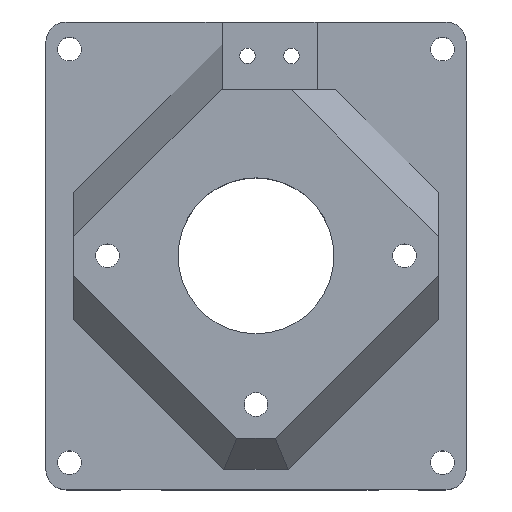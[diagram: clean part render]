
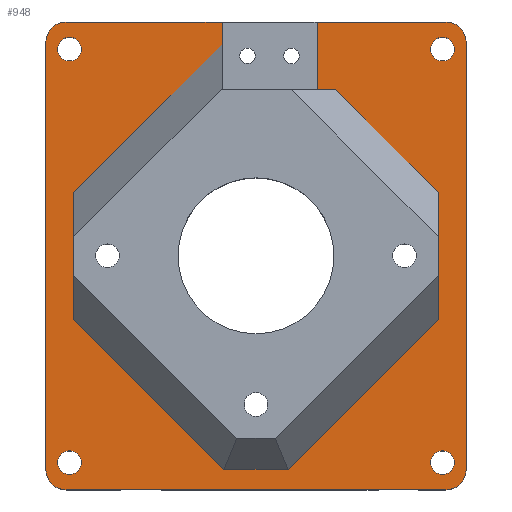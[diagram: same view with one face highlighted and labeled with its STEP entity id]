
A CAD part, top view. The second image highlights one B-rep face of the part: STEP entity #948.
In plain terms, the highlighted planar face has unit normal (0, 0, 1).
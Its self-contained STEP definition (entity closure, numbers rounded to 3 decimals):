
#47=FACE_BOUND('',#182,.T.);
#48=FACE_BOUND('',#183,.T.);
#49=FACE_BOUND('',#184,.T.);
#50=FACE_BOUND('',#185,.T.);
#74=CIRCLE('',#1025,3.);
#75=CIRCLE('',#1026,3.);
#76=CIRCLE('',#1027,3.);
#77=CIRCLE('',#1028,3.);
#78=CIRCLE('',#1029,1.75);
#79=CIRCLE('',#1030,1.75);
#80=CIRCLE('',#1031,1.75);
#81=CIRCLE('',#1032,1.75);
#123=FACE_OUTER_BOUND('',#181,.T.);
#181=EDGE_LOOP('',(#714,#715,#716,#717,#718,#719,#720,#721,#722,#723,#724,
#725,#726,#727,#728,#729,#730,#731,#732));
#182=EDGE_LOOP('',(#733));
#183=EDGE_LOOP('',(#734));
#184=EDGE_LOOP('',(#735));
#185=EDGE_LOOP('',(#736));
#228=LINE('',#1368,#317);
#232=LINE('',#1376,#321);
#235=LINE('',#1382,#324);
#238=LINE('',#1388,#327);
#241=LINE('',#1394,#330);
#244=LINE('',#1400,#333);
#247=LINE('',#1406,#336);
#258=LINE('',#1454,#347);
#262=LINE('',#1463,#351);
#265=LINE('',#1467,#354);
#267=LINE('',#1472,#356);
#268=LINE('',#1476,#357);
#269=LINE('',#1480,#358);
#270=LINE('',#1484,#359);
#271=LINE('',#1487,#360);
#317=VECTOR('',#1091,10.);
#321=VECTOR('',#1097,10.);
#324=VECTOR('',#1102,10.);
#327=VECTOR('',#1107,10.);
#330=VECTOR('',#1112,10.);
#333=VECTOR('',#1117,10.);
#336=VECTOR('',#1122,10.);
#347=VECTOR('',#1173,10.);
#351=VECTOR('',#1179,10.);
#354=VECTOR('',#1184,10.);
#356=VECTOR('',#1190,10.);
#357=VECTOR('',#1193,10.);
#358=VECTOR('',#1196,10.);
#359=VECTOR('',#1199,10.);
#360=VECTOR('',#1202,10.);
#406=VERTEX_POINT('',#1366);
#407=VERTEX_POINT('',#1367);
#410=VERTEX_POINT('',#1375);
#412=VERTEX_POINT('',#1381);
#414=VERTEX_POINT('',#1387);
#416=VERTEX_POINT('',#1393);
#418=VERTEX_POINT('',#1399);
#420=VERTEX_POINT('',#1405);
#437=VERTEX_POINT('',#1452);
#440=VERTEX_POINT('',#1460);
#441=VERTEX_POINT('',#1462);
#442=VERTEX_POINT('',#1471);
#443=VERTEX_POINT('',#1473);
#444=VERTEX_POINT('',#1475);
#445=VERTEX_POINT('',#1477);
#446=VERTEX_POINT('',#1479);
#447=VERTEX_POINT('',#1481);
#448=VERTEX_POINT('',#1483);
#449=VERTEX_POINT('',#1485);
#450=VERTEX_POINT('',#1488);
#451=VERTEX_POINT('',#1490);
#452=VERTEX_POINT('',#1492);
#453=VERTEX_POINT('',#1494);
#496=EDGE_CURVE('',#406,#407,#228,.T.);
#500=EDGE_CURVE('',#407,#410,#232,.T.);
#503=EDGE_CURVE('',#410,#412,#235,.T.);
#506=EDGE_CURVE('',#412,#414,#238,.T.);
#509=EDGE_CURVE('',#414,#416,#241,.T.);
#512=EDGE_CURVE('',#416,#418,#244,.T.);
#515=EDGE_CURVE('',#418,#420,#247,.T.);
#538=EDGE_CURVE('',#420,#437,#258,.T.);
#542=EDGE_CURVE('',#441,#440,#262,.T.);
#545=EDGE_CURVE('',#440,#406,#265,.F.);
#547=EDGE_CURVE('',#437,#442,#267,.T.);
#548=EDGE_CURVE('',#443,#442,#74,.T.);
#549=EDGE_CURVE('',#443,#444,#268,.T.);
#550=EDGE_CURVE('',#445,#444,#75,.T.);
#551=EDGE_CURVE('',#445,#446,#269,.T.);
#552=EDGE_CURVE('',#447,#446,#76,.T.);
#553=EDGE_CURVE('',#447,#448,#270,.T.);
#554=EDGE_CURVE('',#449,#448,#77,.T.);
#555=EDGE_CURVE('',#449,#441,#271,.T.);
#556=EDGE_CURVE('',#450,#450,#78,.T.);
#557=EDGE_CURVE('',#451,#451,#79,.T.);
#558=EDGE_CURVE('',#452,#452,#80,.T.);
#559=EDGE_CURVE('',#453,#453,#81,.T.);
#714=ORIENTED_EDGE('',*,*,#515,.T.);
#715=ORIENTED_EDGE('',*,*,#538,.T.);
#716=ORIENTED_EDGE('',*,*,#547,.T.);
#717=ORIENTED_EDGE('',*,*,#548,.F.);
#718=ORIENTED_EDGE('',*,*,#549,.T.);
#719=ORIENTED_EDGE('',*,*,#550,.F.);
#720=ORIENTED_EDGE('',*,*,#551,.T.);
#721=ORIENTED_EDGE('',*,*,#552,.F.);
#722=ORIENTED_EDGE('',*,*,#553,.T.);
#723=ORIENTED_EDGE('',*,*,#554,.F.);
#724=ORIENTED_EDGE('',*,*,#555,.T.);
#725=ORIENTED_EDGE('',*,*,#542,.T.);
#726=ORIENTED_EDGE('',*,*,#545,.T.);
#727=ORIENTED_EDGE('',*,*,#496,.T.);
#728=ORIENTED_EDGE('',*,*,#500,.T.);
#729=ORIENTED_EDGE('',*,*,#503,.T.);
#730=ORIENTED_EDGE('',*,*,#506,.T.);
#731=ORIENTED_EDGE('',*,*,#509,.T.);
#732=ORIENTED_EDGE('',*,*,#512,.T.);
#733=ORIENTED_EDGE('',*,*,#556,.T.);
#734=ORIENTED_EDGE('',*,*,#557,.T.);
#735=ORIENTED_EDGE('',*,*,#558,.T.);
#736=ORIENTED_EDGE('',*,*,#559,.T.);
#915=PLANE('',#1024);
#948=ADVANCED_FACE('',(#123,#47,#48,#49,#50),#915,.T.);
#1024=AXIS2_PLACEMENT_3D('',#1470,#1188,#1189);
#1025=AXIS2_PLACEMENT_3D('',#1474,#1191,#1192);
#1026=AXIS2_PLACEMENT_3D('',#1478,#1194,#1195);
#1027=AXIS2_PLACEMENT_3D('',#1482,#1197,#1198);
#1028=AXIS2_PLACEMENT_3D('',#1486,#1200,#1201);
#1029=AXIS2_PLACEMENT_3D('',#1489,#1203,#1204);
#1030=AXIS2_PLACEMENT_3D('',#1491,#1205,#1206);
#1031=AXIS2_PLACEMENT_3D('',#1493,#1207,#1208);
#1032=AXIS2_PLACEMENT_3D('',#1495,#1209,#1210);
#1091=DIRECTION('',(0.707,-0.707,0.));
#1097=DIRECTION('',(0.,-1.,0.));
#1102=DIRECTION('',(-0.707,-0.707,0.));
#1107=DIRECTION('',(-1.,0.,0.));
#1112=DIRECTION('',(-0.707,0.707,0.));
#1117=DIRECTION('',(0.,1.,0.));
#1122=DIRECTION('',(0.707,0.707,0.));
#1173=DIRECTION('',(0.,1.,0.));
#1179=DIRECTION('',(0.,-1.,0.));
#1184=DIRECTION('',(-1.,0.,0.));
#1188=DIRECTION('center_axis',(0.,0.,1.));
#1189=DIRECTION('ref_axis',(1.,0.,0.));
#1190=DIRECTION('',(-1.,0.,0.));
#1191=DIRECTION('center_axis',(0.,0.,-1.));
#1192=DIRECTION('ref_axis',(-0.707,0.707,0.));
#1193=DIRECTION('',(0.,-1.,0.));
#1194=DIRECTION('center_axis',(0.,0.,-1.));
#1195=DIRECTION('ref_axis',(-0.707,-0.707,0.));
#1196=DIRECTION('',(1.,0.,0.));
#1197=DIRECTION('center_axis',(0.,0.,-1.));
#1198=DIRECTION('ref_axis',(0.707,-0.707,0.));
#1199=DIRECTION('',(0.,1.,0.));
#1200=DIRECTION('center_axis',(0.,0.,-1.));
#1201=DIRECTION('ref_axis',(0.707,0.707,0.));
#1202=DIRECTION('',(-1.,0.,0.));
#1203=DIRECTION('center_axis',(0.,0.,-1.));
#1204=DIRECTION('ref_axis',(1.,0.,0.));
#1205=DIRECTION('center_axis',(0.,0.,-1.));
#1206=DIRECTION('ref_axis',(1.,0.,0.));
#1207=DIRECTION('center_axis',(0.,0.,-1.));
#1208=DIRECTION('ref_axis',(1.,0.,0.));
#1209=DIRECTION('center_axis',(0.,0.,-1.));
#1210=DIRECTION('ref_axis',(1.,0.,0.));
#1366=CARTESIAN_POINT('',(42.73,59.,13.));
#1367=CARTESIAN_POINT('',(57.87,43.86,13.));
#1368=CARTESIAN_POINT('',(55.126,46.605,13.));
#1375=CARTESIAN_POINT('',(57.87,25.14,13.));
#1376=CARTESIAN_POINT('',(57.87,33.086,13.));
#1381=CARTESIAN_POINT('',(35.742,3.011,13.));
#1382=CARTESIAN_POINT('',(43.105,10.374,13.));
#1387=CARTESIAN_POINT('',(26.258,3.011,13.));
#1388=CARTESIAN_POINT('',(29.586,3.011,13.));
#1393=CARTESIAN_POINT('',(4.13,25.14,13.));
#1394=CARTESIAN_POINT('',(6.874,22.395,13.));
#1399=CARTESIAN_POINT('',(4.13,43.86,13.));
#1400=CARTESIAN_POINT('',(4.13,35.914,13.));
#1405=CARTESIAN_POINT('',(26.,65.73,13.));
#1406=CARTESIAN_POINT('',(17.809,57.54,13.));
#1452=CARTESIAN_POINT('',(26.,69.,13.));
#1454=CARTESIAN_POINT('',(26.,51.75,13.));
#1460=CARTESIAN_POINT('',(40.,59.,13.));
#1462=CARTESIAN_POINT('',(40.,69.,13.));
#1463=CARTESIAN_POINT('',(40.,46.75,13.));
#1467=CARTESIAN_POINT('',(28.5,59.,13.));
#1470=CARTESIAN_POINT('Origin',(31.,34.5,13.));
#1471=CARTESIAN_POINT('',(3.,69.,13.));
#1472=CARTESIAN_POINT('',(62.,69.,13.));
#1473=CARTESIAN_POINT('',(0.,66.,13.));
#1474=CARTESIAN_POINT('Origin',(3.,66.,13.));
#1475=CARTESIAN_POINT('',(0.,3.,13.));
#1476=CARTESIAN_POINT('',(0.,69.,13.));
#1477=CARTESIAN_POINT('',(3.,0.,13.));
#1478=CARTESIAN_POINT('Origin',(3.,3.,13.));
#1479=CARTESIAN_POINT('',(59.,0.,13.));
#1480=CARTESIAN_POINT('',(0.,0.,13.));
#1481=CARTESIAN_POINT('',(62.,3.,13.));
#1482=CARTESIAN_POINT('Origin',(59.,3.,13.));
#1483=CARTESIAN_POINT('',(62.,66.,13.));
#1484=CARTESIAN_POINT('',(62.,0.,13.));
#1485=CARTESIAN_POINT('',(59.,69.,13.));
#1486=CARTESIAN_POINT('Origin',(59.,66.,13.));
#1487=CARTESIAN_POINT('',(62.,69.,13.));
#1488=CARTESIAN_POINT('',(1.75,65.,13.));
#1489=CARTESIAN_POINT('Origin',(3.5,65.,13.));
#1490=CARTESIAN_POINT('',(56.75,65.,13.));
#1491=CARTESIAN_POINT('Origin',(58.5,65.,13.));
#1492=CARTESIAN_POINT('',(1.75,4.,13.));
#1493=CARTESIAN_POINT('Origin',(3.5,4.,13.));
#1494=CARTESIAN_POINT('',(56.75,4.,13.));
#1495=CARTESIAN_POINT('Origin',(58.5,4.,13.));
